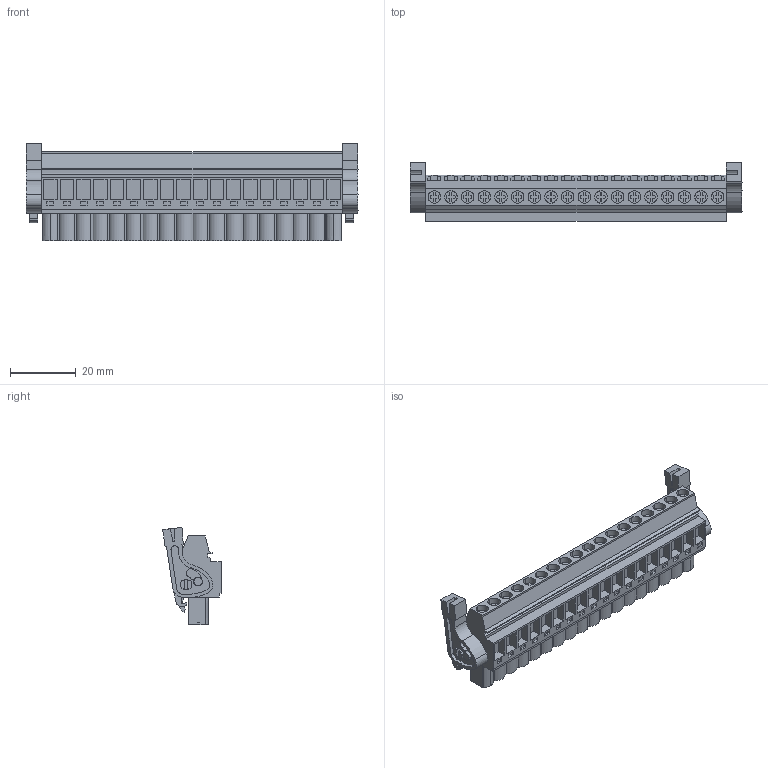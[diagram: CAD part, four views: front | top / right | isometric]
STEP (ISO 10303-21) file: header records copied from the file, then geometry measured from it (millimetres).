
FILE_DESCRIPTION(('CATIA V5 STEP','CAx-IF Rec.Pracs.--- Model Styling and Organization---1.2---2011-12-15'),'2;1');
FILE_NAME ('D1460107_0_1947690000_1947690000.stp','2017-09-09T10:44:40+00:00',('none'),('Weidmueller'),'CATIA Version 5-6 Release 2014','CATIA V5 STEP AP214','none');
FILE_SCHEMA(('AUTOMOTIVE_DESIGN { 1 0 10303 214 1 1 1 1 }'));
Length unit declared in the file: millimetre
Products named in the file (1): 1947690000
Bounding box: 101.14 x 17.88 x 29.56 mm (x, y, z)
Volume: 21931.4 mm3; surface area: 13858.2 mm2
Topology: 21 solids, 21 shells, 1308 faces, 3660 edges, 2477 vertices
Faces by surface type: plane 1072, cylinder 232, extrusion 4
Entity records: 39482 total; most frequent: CARTESIAN_POINT 7577, ORIENTED_EDGE 7320, DIRECTION 5286, EDGE_CURVE 3660, VECTOR 3100, LINE 3096, VERTEX_POINT 2477, EDGE_LOOP 1401
